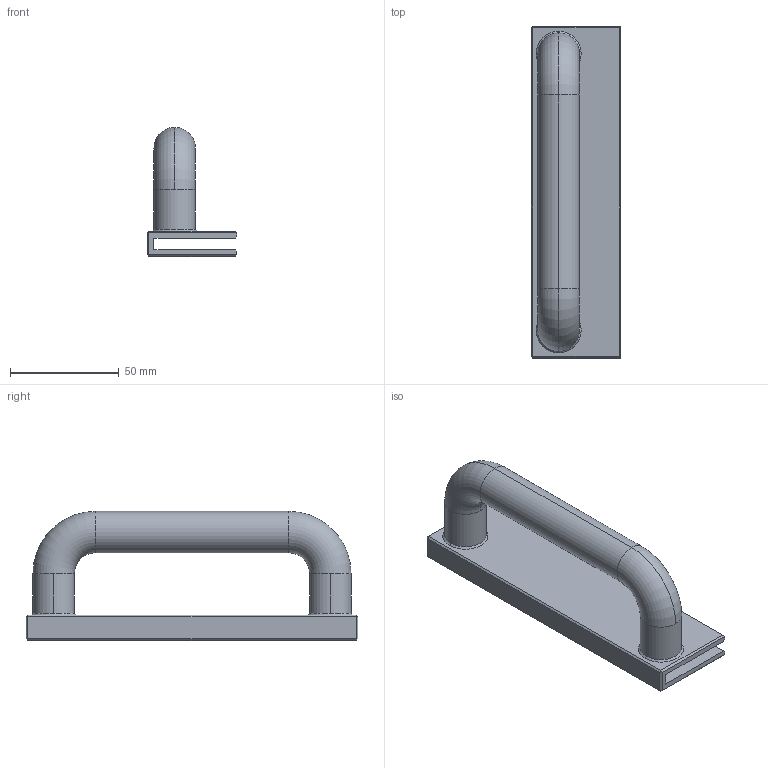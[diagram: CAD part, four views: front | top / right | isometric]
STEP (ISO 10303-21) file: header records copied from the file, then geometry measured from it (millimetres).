
FILE_DESCRIPTION (( 'STEP AP214' ), '1' );
FILE_NAME ('Pull Handle RIGHT.STEP', '2024-11-04T16:13:12', ( '' ), ( '' ), 'SwSTEP 2.0', 'SolidWorks 2024', '' );
FILE_SCHEMA (( 'AUTOMOTIVE_DESIGN' ));
Length unit declared in the file: centimetre
Products named in the file (1): Pull Handle RIGHT
Bounding box: 41.3 x 152.4 x 59.36 mm (x, y, z)
Volume: 95827.9 mm3; surface area: 38378 mm2
Topology: 1 solids, 1 shells, 40 faces, 90 edges, 52 vertices
Faces by surface type: plane 26, cylinder 6, torus 4, cone 4
Entity records: 1113 total; most frequent: DIRECTION 196, CARTESIAN_POINT 183, ORIENTED_EDGE 180, EDGE_CURVE 90, VECTOR 66, LINE 66, AXIS2_PLACEMENT_3D 65, VERTEX_POINT 52
